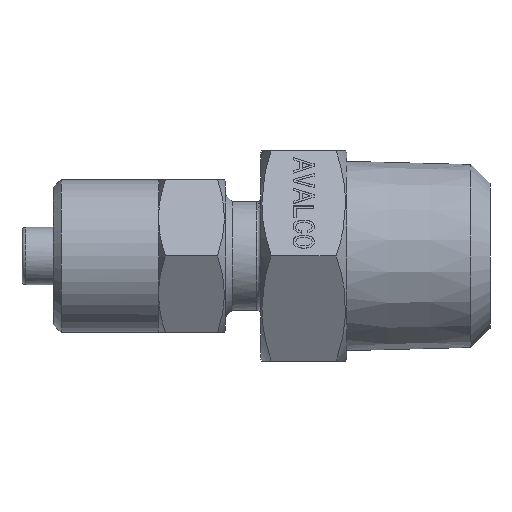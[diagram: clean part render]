
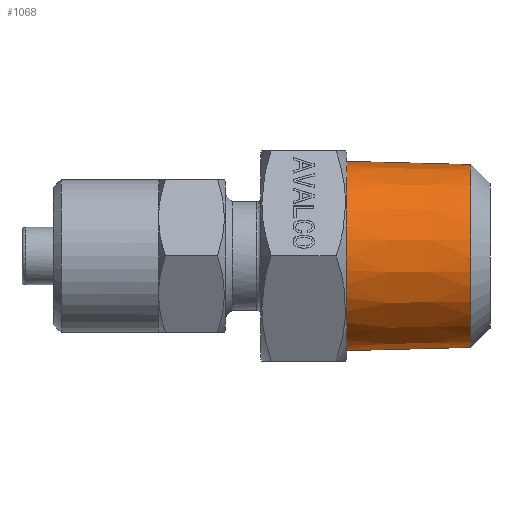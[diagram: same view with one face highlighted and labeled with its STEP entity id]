
A CAD part, left-side view. The second image highlights one B-rep face of the part: STEP entity #1068.
In plain terms, the highlighted conical face has half-angle 1.47 degrees and reference radius 4.954 mm.
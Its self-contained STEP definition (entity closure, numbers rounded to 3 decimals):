
#967=CARTESIAN_POINT('Control Point',(0.,7.5,4.954)) ;
#968=CARTESIAN_POINT('Control Point',(-0.545,7.5,4.954)) ;
#969=CARTESIAN_POINT('Control Point',(-1.09,7.5,4.879)) ;
#970=CARTESIAN_POINT('Control Point',(-1.622,7.5,4.729)) ;
#971=CARTESIAN_POINT('Control Point',(-2.63,7.5,4.286)) ;
#972=CARTESIAN_POINT('Control Point',(-3.481,7.5,3.588)) ;
#973=CARTESIAN_POINT('Control Point',(-3.855,7.5,3.183)) ;
#974=CARTESIAN_POINT('Control Point',(-4.483,7.5,2.279)) ;
#975=CARTESIAN_POINT('Control Point',(-4.843,7.5,1.239)) ;
#976=CARTESIAN_POINT('Control Point',(-4.95,7.5,0.697)) ;
#977=CARTESIAN_POINT('Control Point',(-5.013,7.5,-0.402)) ;
#978=CARTESIAN_POINT('Control Point',(-4.776,7.5,-1.477)) ;
#979=CARTESIAN_POINT('Control Point',(-4.584,7.5,-1.995)) ;
#980=CARTESIAN_POINT('Control Point',(-4.063,7.5,-2.964)) ;
#981=CARTESIAN_POINT('Control Point',(-3.299,7.5,-3.756)) ;
#982=CARTESIAN_POINT('Control Point',(-2.864,7.5,-4.097)) ;
#983=CARTESIAN_POINT('Control Point',(-2.051,7.5,-4.57)) ;
#984=CARTESIAN_POINT('Control Point',(-1.155,7.5,-4.841)) ;
#985=CARTESIAN_POINT('Control Point',(-0.773,7.5,-4.916)) ;
#986=CARTESIAN_POINT('Control Point',(-0.387,7.5,-4.954)) ;
#987=CARTESIAN_POINT('Control Point',(0.,7.5,-4.954)) ;
#988=CARTESIAN_POINT('Vertex',(0.,7.5,4.954)) ;
#990=CARTESIAN_POINT('Vertex',(0.,7.5,-4.954)) ;
#1030=CARTESIAN_POINT('Vertex',(0.,1.,-4.787)) ;
#1032=CARTESIAN_POINT('Vertex',(0.,1.,4.787)) ;
#1035=CARTESIAN_POINT('Line Origine',(0.,499746.426,-12829.24)) ;
#1040=CARTESIAN_POINT('Line Origine',(0.,499746.426,12829.24)) ;
#1052=CARTESIAN_POINT('Axis2P3D Location',(0.,7.5,0.)) ;
#1057=CARTESIAN_POINT('Axis2P3D Location',(0.,1.,0.)) ;
#1036=DIRECTION('Vector Direction',(0.,1.,-0.026)) ;
#1041=DIRECTION('Vector Direction',(0.,1.,0.026)) ;
#1053=DIRECTION('Axis2P3D Direction',(0.,1.,0.)) ;
#1054=DIRECTION('Axis2P3D XDirection',(0.,0.,-1.)) ;
#1058=DIRECTION('Axis2P3D Direction',(0.,1.,0.)) ;
#1055=AXIS2_PLACEMENT_3D('Cone Axis2P3D',#1052,#1053,#1054) ;
#1059=AXIS2_PLACEMENT_3D('Circle Axis2P3D',#1057,#1058,$) ;
#1063=ORIENTED_EDGE('',*,*,#1039,.F.) ;
#1064=ORIENTED_EDGE('',*,*,#1061,.F.) ;
#1065=ORIENTED_EDGE('',*,*,#1044,.T.) ;
#1066=ORIENTED_EDGE('',*,*,#992,.T.) ;
#1037=VECTOR('Line Direction',#1036,1.) ;
#1042=VECTOR('Line Direction',#1041,1.) ;
#1068=ADVANCED_FACE('Rivoluzione1',(#1067),#1056,.T.) ;
#966=B_SPLINE_CURVE_WITH_KNOTS('',5,(#967,#968,#969,#970,#971,#972,#973,#974,#975,#976,#977,#978,#979,#980,#981,#982,#983,#984,#985,#986,#987),.UNSPECIFIED.,.F.,.U.,(6,3,3,3,3,3,6),(0.,3.855,7.71,11.565,15.42,19.275,22.009),.UNSPECIFIED.) ;
#1060=CIRCLE('generated circle',#1059,4.787) ;
#1056=CONICAL_SURFACE('Cone',#1055,4.954,0.026) ;
#992=EDGE_CURVE('',#989,#991,#966,.T.) ;
#1039=EDGE_CURVE('',#1031,#991,#1038,.T.) ;
#1044=EDGE_CURVE('',#1033,#989,#1043,.T.) ;
#1061=EDGE_CURVE('',#1033,#1031,#1060,.F.) ;
#1062=EDGE_LOOP('',(#1063,#1064,#1065,#1066)) ;
#1067=FACE_OUTER_BOUND('',#1062,.T.) ;
#1038=LINE('Line',#1035,#1037) ;
#1043=LINE('Line',#1040,#1042) ;
#989=VERTEX_POINT('',#988) ;
#991=VERTEX_POINT('',#990) ;
#1031=VERTEX_POINT('',#1030) ;
#1033=VERTEX_POINT('',#1032) ;
